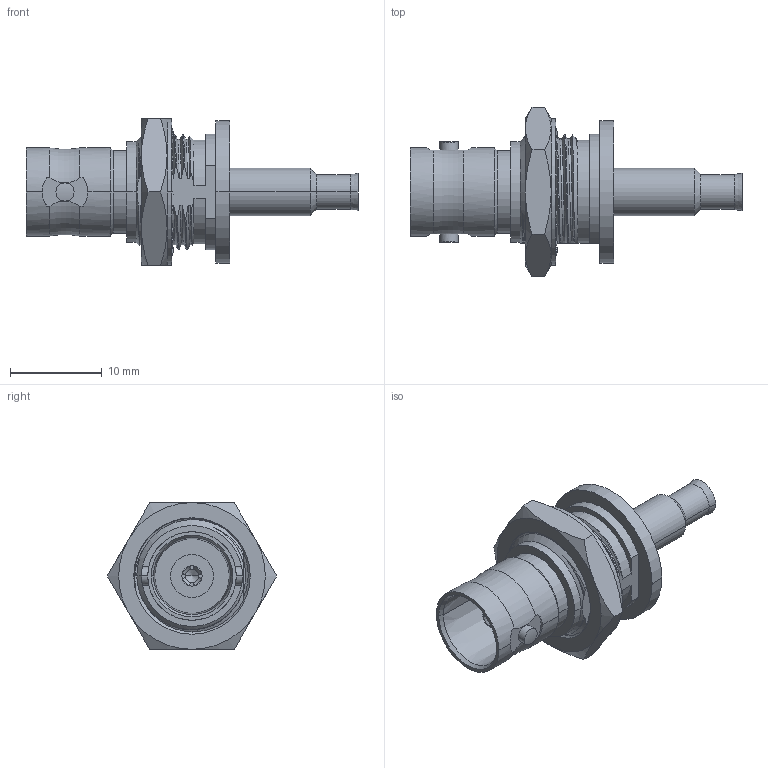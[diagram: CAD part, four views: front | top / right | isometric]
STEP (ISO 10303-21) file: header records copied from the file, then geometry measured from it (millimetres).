
FILE_DESCRIPTION((''),'2;1');
FILE_NAME('ASM0001_SW0001','2020-09-11T11:21:17',('Lokesh'),(''),'CREO PARAMETRIC BY PTC INC, 2019444','CREO PARAMETRIC BY PTC INC, 2019444','');
FILE_SCHEMA(('CONFIG_CONTROL_DESIGN'));
Length unit declared in the file: millimetre
Products named in the file (1): ASM0001_SW0001
Bounding box: 36.2 x 18.48 x 16 mm (x, y, z)
Volume: 2139 mm3; surface area: 2421.1 mm2
Topology: 1 solids, 1 shells, 296 faces, 828 edges, 541 vertices
Faces by surface type: bspline 105, cylinder 103, plane 47, cone 39, torus 2
Entity records: 15170 total; most frequent: CARTESIAN_POINT 8264, ORIENTED_EDGE 1652, DIRECTION 1106, EDGE_CURVE 826, VERTEX_POINT 541, AXIS2_PLACEMENT_3D 415, B_SPLINE_CURVE_WITH_KNOTS 326, EDGE_LOOP 313
